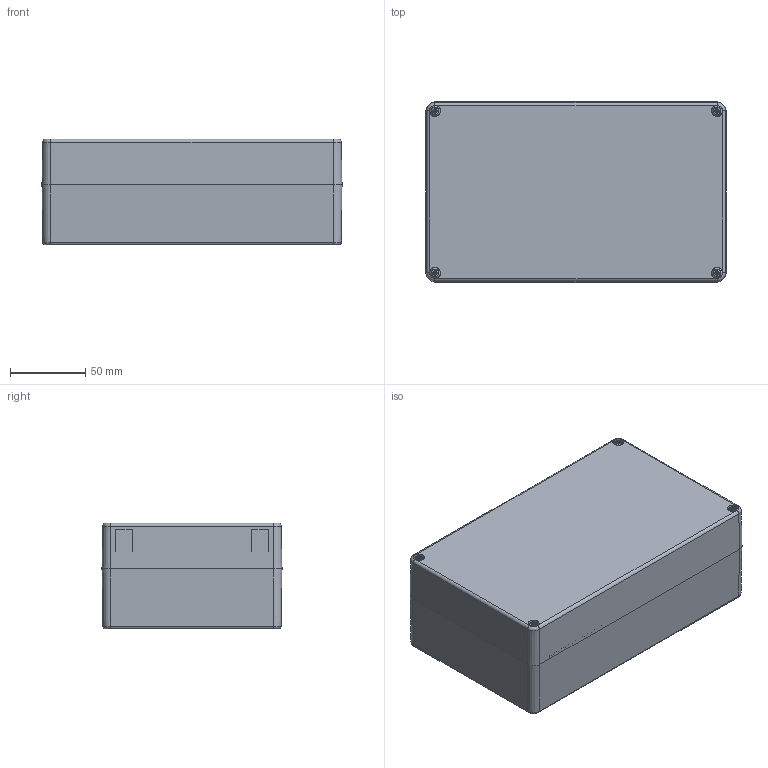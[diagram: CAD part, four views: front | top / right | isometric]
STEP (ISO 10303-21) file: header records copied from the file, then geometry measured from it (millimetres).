
FILE_DESCRIPTION((''),'2;1');
FILE_NAME('0302105700-MBM_201270-K_VE.stp','2015-12-22T15:15:31',('robin.rentz'),(''),'Autodesk Inventor 2012','Autodesk Inventor 2012','');
FILE_SCHEMA(('AUTOMOTIVE_DESIGN { 1 2 10303 214 0 1 1 1 }'));
Length unit declared in the file: millimetre
Products named in the file (6): 0302105700-MBM_201270-K_VE; 0301105802-UT_201240_VE; 0302106101-OT_201230-K_VE; xxx-O-Ring--OT--MBM-MBT_201230; 1990000013 Schrauben A2 BM4x38_15; 1990000007 M4 Gewindebuchse
Assembly tree (11 placements, depth 2):
  0302105700-MBM_201270-K_VE
    0301105802-UT_201240_VE
    0302106101-OT_201230-K_VE
    xxx-O-Ring--OT--MBM-MBT_201230
    1990000013 Schrauben A2 BM4x38_15  x4
    1990000007 M4 Gewindebuchse  x4
Bounding box: 200 x 120 x 70.5 mm (x, y, z)
Volume: 325660.3 mm3; surface area: 207153.7 mm2
Topology: 11 solids, 11 shells, 1657 faces, 4020 edges, 2423 vertices
Faces by surface type: plane 609, cylinder 436, cone 376, torus 188, bspline 32, sphere 16
Full cylindrical faces by diameter (mm): 3.242 x4, 3.3 x4, 4 x4, 4.4 x4, 4.5 x4, 4.8 x4, 5.1 x4, 6 x4, 6.8 x4, 7 x4, 7.4 x4, 7.8 x4
Entity records: 24824 total; most frequent: CARTESIAN_POINT 5155, DIRECTION 4402, ORIENTED_EDGE 3884, EDGE_CURVE 1942, AXIS2_PLACEMENT_3D 1811, VERTEX_POINT 1204, EDGE_LOOP 968, CIRCLE 950
